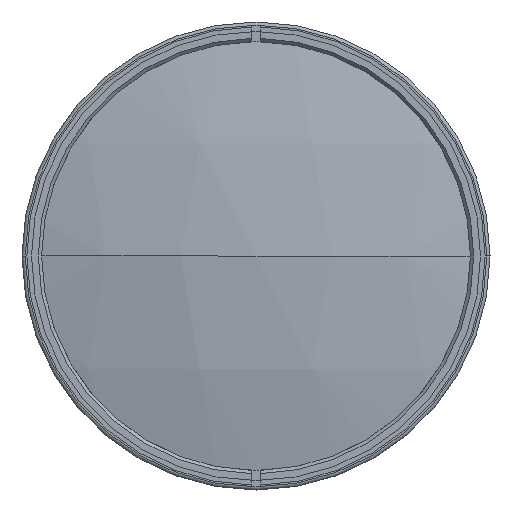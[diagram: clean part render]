
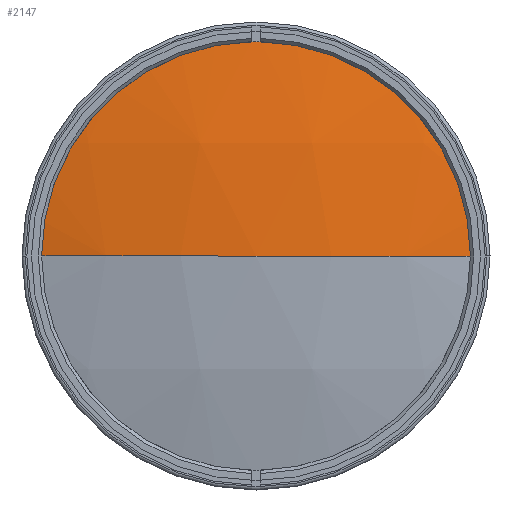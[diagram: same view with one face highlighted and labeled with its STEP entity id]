
A CAD part, left-side view. The second image highlights one B-rep face of the part: STEP entity #2147.
In plain terms, the highlighted spherical face has radius 300.64 mm.
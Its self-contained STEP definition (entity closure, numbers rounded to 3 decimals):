
#120 = SPHERICAL_SURFACE ( 'NONE', #1315, 300.64 ) ;
#136 = ORIENTED_EDGE ( 'NONE', *, *, #366, .F. ) ;
#184 = DIRECTION ( 'NONE',  ( 0., -1., 0. ) ) ;
#366 = EDGE_CURVE ( 'NONE', #2041, #2246, #947, .T. ) ;
#577 = VERTEX_POINT ( 'NONE', #2994 ) ;
#830 = EDGE_CURVE ( 'NONE', #2041, #577, #2156, .T. ) ;
#947 = CIRCLE ( 'NONE', #4089, 300.64 ) ;
#984 = DIRECTION ( 'NONE',  ( 0., 1., 0. ) ) ;
#1235 = DIRECTION ( 'NONE',  ( -1., 0., 0. ) ) ;
#1315 = AXIS2_PLACEMENT_3D ( 'NONE', #1801, #2477, #184 ) ;
#1381 = AXIS2_PLACEMENT_3D ( 'NONE', #3643, #1235, #3711 ) ;
#1509 = CARTESIAN_POINT ( 'NONE',  ( -275.872, -68.5, 0. ) ) ;
#1756 = ORIENTED_EDGE ( 'NONE', *, *, #3139, .T. ) ;
#1801 = CARTESIAN_POINT ( 'NONE',  ( 16.86, 0., 0. ) ) ;
#1972 = CARTESIAN_POINT ( 'NONE',  ( -283.78, 0., 0. ) ) ;
#2041 = VERTEX_POINT ( 'NONE', #1509 ) ;
#2140 = AXIS2_PLACEMENT_3D ( 'NONE', #2314, #3998, #2894 ) ;
#2147 = ADVANCED_FACE ( 'NONE', ( #3509 ), #120, .T. ) ;
#2156 = CIRCLE ( 'NONE', #1381, 68.5 ) ;
#2246 = VERTEX_POINT ( 'NONE', #1972 ) ;
#2314 = CARTESIAN_POINT ( 'NONE',  ( 16.86, 0., 0. ) ) ;
#2421 = ORIENTED_EDGE ( 'NONE', *, *, #830, .T. ) ;
#2477 = DIRECTION ( 'NONE',  ( 0., 0., 1. ) ) ;
#2506 = CIRCLE ( 'NONE', #2140, 300.64 ) ;
#2842 = EDGE_LOOP ( 'NONE', ( #2421, #1756, #136 ) ) ;
#2894 = DIRECTION ( 'NONE',  ( 0., -1., 0. ) ) ;
#2994 = CARTESIAN_POINT ( 'NONE',  ( -275.872, 68.5, 0. ) ) ;
#3139 = EDGE_CURVE ( 'NONE', #577, #2246, #2506, .T. ) ;
#3421 = DIRECTION ( 'NONE',  ( 0., 0., -1. ) ) ;
#3509 = FACE_OUTER_BOUND ( 'NONE', #2842, .T. ) ;
#3643 = CARTESIAN_POINT ( 'NONE',  ( -275.872, 0., 0. ) ) ;
#3711 = DIRECTION ( 'NONE',  ( 0., 0., -1. ) ) ;
#3793 = CARTESIAN_POINT ( 'NONE',  ( 16.86, 0., 0. ) ) ;
#3998 = DIRECTION ( 'NONE',  ( 0., 0., 1. ) ) ;
#4089 = AXIS2_PLACEMENT_3D ( 'NONE', #3793, #3421, #984 ) ;
